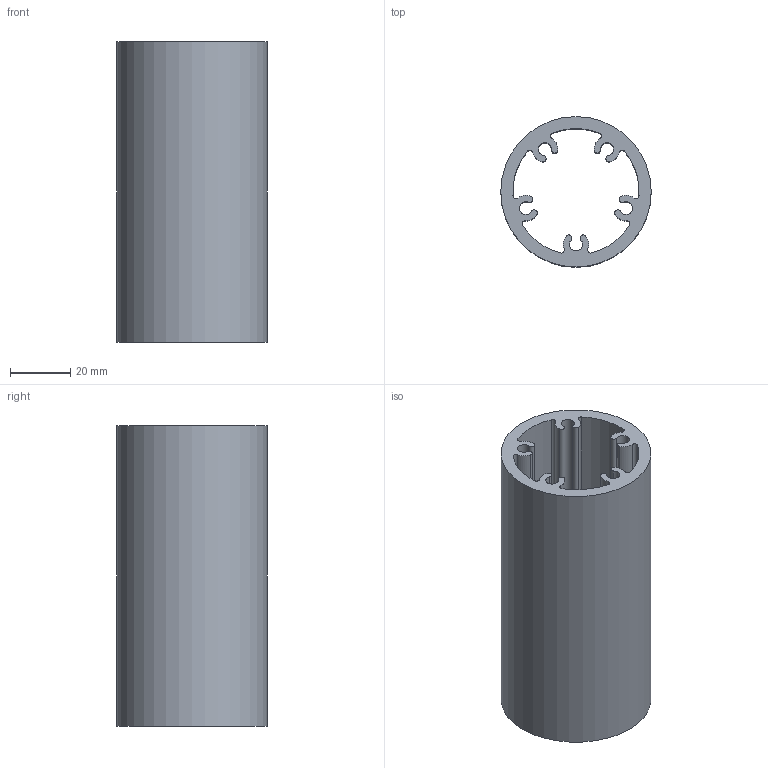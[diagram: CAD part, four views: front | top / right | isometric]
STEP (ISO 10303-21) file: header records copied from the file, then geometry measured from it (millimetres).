
FILE_DESCRIPTION(/* description */ ('PROF. D=50 SP=4 C/5 FORI INT=35 D=4,3'),/* implementation_level */ '2;1');
FILE_NAME(/* name */ 'BPRDD0000012.stp',/* time_stamp */ '2017-07-14T17:18:55+02:00',/* author */ ('fzagni'),/* organization */ (''),/* preprocessor_version */ 'ST-DEVELOPER v16.1',/* originating_system */ 'Autodesk Inventor 2016',/* authorisation */ '');
FILE_SCHEMA (('AUTOMOTIVE_DESIGN { 1 0 10303 214 3 1 1 }'));
Length unit declared in the file: millimetre
Products named in the file (1): 01.5035.5FA
Bounding box: 50 x 50 x 100 mm (x, y, z)
Volume: 74628.5 mm3; surface area: 40191 mm2
Topology: 1 solids, 1 shells, 43 faces, 123 edges, 82 vertices
Faces by surface type: cylinder 41, plane 2
Full cylindrical faces by diameter (mm): 50 x1
Entity records: 1482 total; most frequent: DIRECTION 292, CARTESIAN_POINT 248, ORIENTED_EDGE 244, AXIS2_PLACEMENT_3D 126, EDGE_CURVE 122, CIRCLE 82, VERTEX_POINT 82, EDGE_LOOP 46
